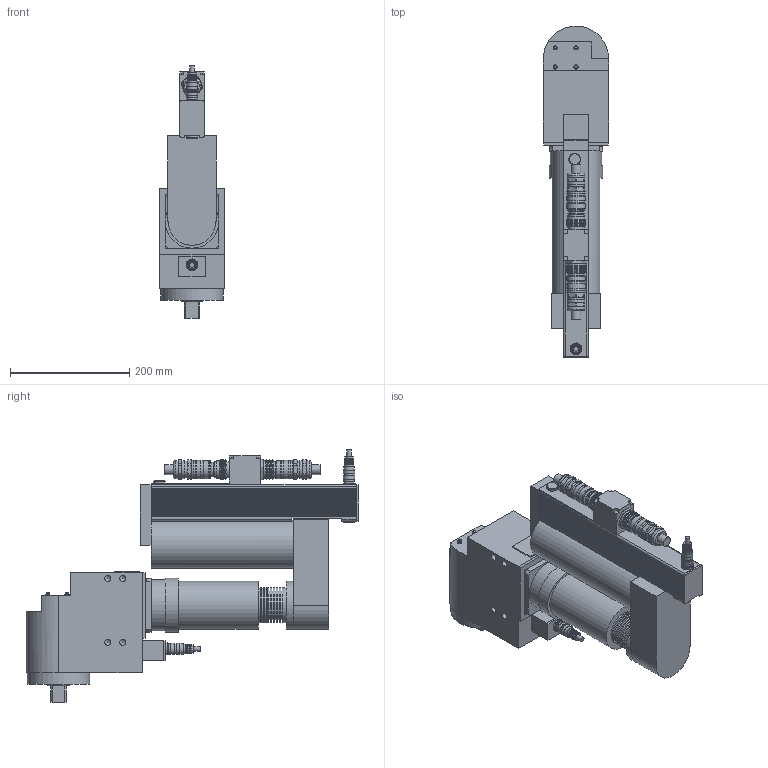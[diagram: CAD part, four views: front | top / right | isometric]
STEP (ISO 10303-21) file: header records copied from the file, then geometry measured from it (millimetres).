
FILE_DESCRIPTION((''),'2;1');
FILE_NAME('947613A1_IAM_001.stp','2012-02-27T12:47:59',('a6b63'),(''),'Autodesk Inventor 11','Autodesk Inventor 11','');
FILE_SCHEMA(('AUTOMOTIVE_DESIGN { 1 0 10303 214 1 1 1 1 }'));
Length unit declared in the file: millimetre
Products named in the file (6): 947613A1_IAM_001; 4WKXB_BTS_IPT_001; 4BUTS-4BXA_IPT_001.ipt_Motorumlenkung und Getriebe; 961089-002_IPT_002.ipt_Stecker gerade; 961104-005_IPT_002.ipt_Stecker gerade; 961104-005_IPT_001.ipt_Stecker gerade
Assembly tree (6 placements, depth 2):
  947613A1_IAM_001
    4WKXB_BTS_IPT_001
    4BUTS-4BXA_IPT_001.ipt_Motorumlenkung und Getriebe
    961089-002_IPT_002.ipt_Stecker gerade  x2
    961104-005_IPT_002.ipt_Stecker gerade
    961104-005_IPT_001.ipt_Stecker gerade
Bounding box: 109 x 555.8 x 422.7 mm (x, y, z)
Volume: 7729518.1 mm3; surface area: 498049.4 mm2
Topology: 6 solids, 6 shells, 1162 faces, 2893 edges, 1830 vertices
Faces by surface type: plane 753, cylinder 243, bspline 112, cone 42, torus 12
Full cylindrical faces by diameter (mm): 5.4 x4, 7 x4, 8 x2, 10.106 x4, 13.4 x2, 13.5 x1, 14 x10, 14.2 x2, 16 x6, 16.5 x2, 17.587 x4, 18 x6, 18.7 x4, 20 x4, 22.5 x1, 24 x1, 25.5 x1, 26.4 x1, 27 x1, 27.047 x1, 28 x2, 28.5 x1, 29.5 x3, 29.8 x4, 30 x4, 30.4 x2, 30.5 x3, 30.609 x1, 30.8 x4, 40 x1
Entity records: 31987 total; most frequent: CARTESIAN_POINT 7034, ORIENTED_EDGE 5272, DIRECTION 4764, EDGE_CURVE 2636, VERTEX_POINT 1756, VECTOR 1672, LINE 1672, AXIS2_PLACEMENT_3D 1546
